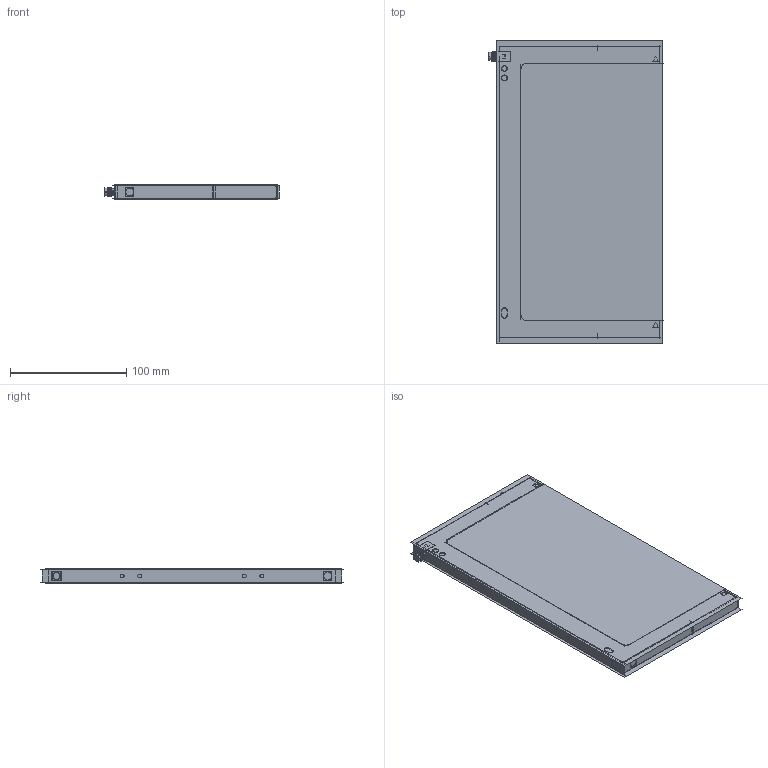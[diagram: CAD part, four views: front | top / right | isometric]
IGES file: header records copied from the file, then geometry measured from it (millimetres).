
Start section:  PTC IGES file: 137661_sm01.igs
Global section: file name: 137661_sm01.igs; native system: Creo Parametric by PTC Inc.; preprocessor: 2019292; author: PDMAdmin; organization: Unknown; date: 20220330.091103; units: millimetre
Bounding box: 150.06 x 260.52 x 12.48 mm (x, y, z)
Volume: 105134.7 mm3; surface area: 182013.1 mm2
Topology: 1 solids, 1 shells, 566 faces, 2782 edges, 3494 vertices
Faces by surface type: bspline 286, revolution 280
